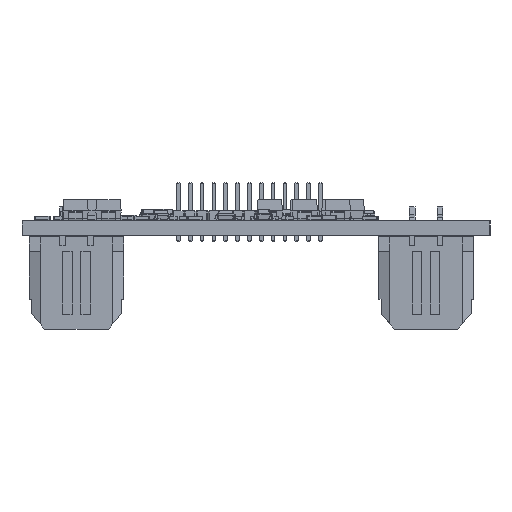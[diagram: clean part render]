
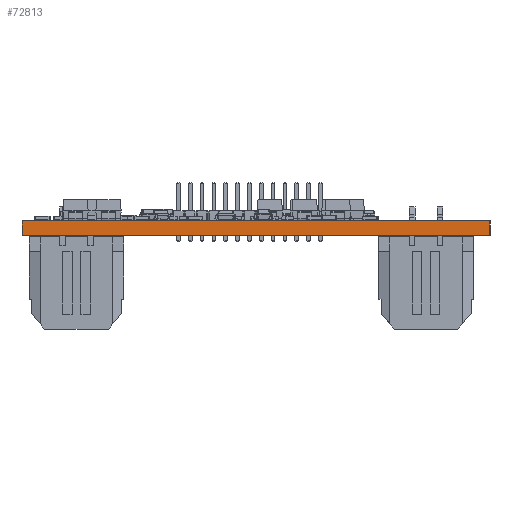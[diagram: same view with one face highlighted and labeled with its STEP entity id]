
A CAD part, left-side view. The second image highlights one B-rep face of the part: STEP entity #72813.
In plain terms, the highlighted planar face has unit normal (-1, 0, 0).
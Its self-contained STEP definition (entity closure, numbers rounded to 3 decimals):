
#67779 = PLANE('',#67780);
#67780 = AXIS2_PLACEMENT_3D('',#67781,#67782,#67783);
#67781 = CARTESIAN_POINT('',(1.193,0.545,1.6));
#67782 = DIRECTION('',(-0.,-0.,-1.));
#67783 = DIRECTION('',(-1.,0.,0.));
#67833 = PLANE('',#67834);
#67834 = AXIS2_PLACEMENT_3D('',#67835,#67836,#67837);
#67835 = CARTESIAN_POINT('',(1.193,0.545,0.));
#67836 = DIRECTION('',(-0.,-0.,-1.));
#67837 = DIRECTION('',(-1.,0.,0.));
#67866 = PLANE('',#67867);
#67867 = AXIS2_PLACEMENT_3D('',#67868,#67869,#67870);
#67868 = CARTESIAN_POINT('',(-33.973,25.083,0.));
#67869 = DIRECTION('',(0.,1.,0.));
#67870 = DIRECTION('',(1.,0.,0.));
#69174 = VERTEX_POINT('',#69175);
#69175 = CARTESIAN_POINT('',(-33.973,-25.083,0.));
#69189 = PLANE('',#69190);
#69190 = AXIS2_PLACEMENT_3D('',#69191,#69192,#69193);
#69191 = CARTESIAN_POINT('',(-22.924,-25.083,0.));
#69192 = DIRECTION('',(0.,-1.,0.));
#69193 = DIRECTION('',(-1.,0.,0.));
#69201 = EDGE_CURVE('',#69174,#69202,#69204,.T.);
#69202 = VERTEX_POINT('',#69203);
#69203 = CARTESIAN_POINT('',(-33.973,25.083,0.));
#69204 = SURFACE_CURVE('',#69205,(#69209,#69216),.PCURVE_S1.);
#69205 = LINE('',#69206,#69207);
#69206 = CARTESIAN_POINT('',(-33.973,-25.083,0.));
#69207 = VECTOR('',#69208,1.);
#69208 = DIRECTION('',(0.,1.,0.));
#69209 = PCURVE('',#67833,#69210);
#69210 = DEFINITIONAL_REPRESENTATION('',(#69211),#69215);
#69211 = LINE('',#69212,#69213);
#69212 = CARTESIAN_POINT('',(35.165,-25.628));
#69213 = VECTOR('',#69214,1.);
#69214 = DIRECTION('',(0.,1.));
#69215 = ( GEOMETRIC_REPRESENTATION_CONTEXT(2) 
PARAMETRIC_REPRESENTATION_CONTEXT() REPRESENTATION_CONTEXT('2D SPACE',''
  ) );
#69216 = PCURVE('',#69217,#69222);
#69217 = PLANE('',#69218);
#69218 = AXIS2_PLACEMENT_3D('',#69219,#69220,#69221);
#69219 = CARTESIAN_POINT('',(-33.973,-25.083,0.));
#69220 = DIRECTION('',(-1.,0.,0.));
#69221 = DIRECTION('',(0.,1.,0.));
#69222 = DEFINITIONAL_REPRESENTATION('',(#69223),#69227);
#69223 = LINE('',#69224,#69225);
#69224 = CARTESIAN_POINT('',(0.,0.));
#69225 = VECTOR('',#69226,1.);
#69226 = DIRECTION('',(1.,0.));
#69227 = ( GEOMETRIC_REPRESENTATION_CONTEXT(2) 
PARAMETRIC_REPRESENTATION_CONTEXT() REPRESENTATION_CONTEXT('2D SPACE',''
  ) );
#71553 = VERTEX_POINT('',#71554);
#71554 = CARTESIAN_POINT('',(-33.973,-25.083,1.6));
#71575 = EDGE_CURVE('',#71553,#71576,#71578,.T.);
#71576 = VERTEX_POINT('',#71577);
#71577 = CARTESIAN_POINT('',(-33.973,25.083,1.6));
#71578 = SURFACE_CURVE('',#71579,(#71583,#71590),.PCURVE_S1.);
#71579 = LINE('',#71580,#71581);
#71580 = CARTESIAN_POINT('',(-33.973,-25.083,1.6));
#71581 = VECTOR('',#71582,1.);
#71582 = DIRECTION('',(0.,1.,0.));
#71583 = PCURVE('',#67779,#71584);
#71584 = DEFINITIONAL_REPRESENTATION('',(#71585),#71589);
#71585 = LINE('',#71586,#71587);
#71586 = CARTESIAN_POINT('',(35.165,-25.628));
#71587 = VECTOR('',#71588,1.);
#71588 = DIRECTION('',(0.,1.));
#71589 = ( GEOMETRIC_REPRESENTATION_CONTEXT(2) 
PARAMETRIC_REPRESENTATION_CONTEXT() REPRESENTATION_CONTEXT('2D SPACE',''
  ) );
#71590 = PCURVE('',#69217,#71591);
#71591 = DEFINITIONAL_REPRESENTATION('',(#71592),#71596);
#71592 = LINE('',#71593,#71594);
#71593 = CARTESIAN_POINT('',(0.,-1.6));
#71594 = VECTOR('',#71595,1.);
#71595 = DIRECTION('',(1.,0.));
#71596 = ( GEOMETRIC_REPRESENTATION_CONTEXT(2) 
PARAMETRIC_REPRESENTATION_CONTEXT() REPRESENTATION_CONTEXT('2D SPACE',''
  ) );
#72763 = EDGE_CURVE('',#69202,#71576,#72764,.T.);
#72764 = SURFACE_CURVE('',#72765,(#72769,#72776),.PCURVE_S1.);
#72765 = LINE('',#72766,#72767);
#72766 = CARTESIAN_POINT('',(-33.973,25.083,0.));
#72767 = VECTOR('',#72768,1.);
#72768 = DIRECTION('',(0.,0.,1.));
#72769 = PCURVE('',#67866,#72770);
#72770 = DEFINITIONAL_REPRESENTATION('',(#72771),#72775);
#72771 = LINE('',#72772,#72773);
#72772 = CARTESIAN_POINT('',(0.,0.));
#72773 = VECTOR('',#72774,1.);
#72774 = DIRECTION('',(0.,-1.));
#72775 = ( GEOMETRIC_REPRESENTATION_CONTEXT(2) 
PARAMETRIC_REPRESENTATION_CONTEXT() REPRESENTATION_CONTEXT('2D SPACE',''
  ) );
#72776 = PCURVE('',#69217,#72777);
#72777 = DEFINITIONAL_REPRESENTATION('',(#72778),#72782);
#72778 = LINE('',#72779,#72780);
#72779 = CARTESIAN_POINT('',(50.165,0.));
#72780 = VECTOR('',#72781,1.);
#72781 = DIRECTION('',(0.,-1.));
#72782 = ( GEOMETRIC_REPRESENTATION_CONTEXT(2) 
PARAMETRIC_REPRESENTATION_CONTEXT() REPRESENTATION_CONTEXT('2D SPACE',''
  ) );
#72813 = ADVANCED_FACE('',(#72814),#69217,.T.);
#72814 = FACE_BOUND('',#72815,.T.);
#72815 = EDGE_LOOP('',(#72816,#72837,#72838,#72839));
#72816 = ORIENTED_EDGE('',*,*,#72817,.T.);
#72817 = EDGE_CURVE('',#69174,#71553,#72818,.T.);
#72818 = SURFACE_CURVE('',#72819,(#72823,#72830),.PCURVE_S1.);
#72819 = LINE('',#72820,#72821);
#72820 = CARTESIAN_POINT('',(-33.973,-25.083,0.));
#72821 = VECTOR('',#72822,1.);
#72822 = DIRECTION('',(0.,0.,1.));
#72823 = PCURVE('',#69217,#72824);
#72824 = DEFINITIONAL_REPRESENTATION('',(#72825),#72829);
#72825 = LINE('',#72826,#72827);
#72826 = CARTESIAN_POINT('',(0.,0.));
#72827 = VECTOR('',#72828,1.);
#72828 = DIRECTION('',(0.,-1.));
#72829 = ( GEOMETRIC_REPRESENTATION_CONTEXT(2) 
PARAMETRIC_REPRESENTATION_CONTEXT() REPRESENTATION_CONTEXT('2D SPACE',''
  ) );
#72830 = PCURVE('',#69189,#72831);
#72831 = DEFINITIONAL_REPRESENTATION('',(#72832),#72836);
#72832 = LINE('',#72833,#72834);
#72833 = CARTESIAN_POINT('',(11.049,0.));
#72834 = VECTOR('',#72835,1.);
#72835 = DIRECTION('',(0.,-1.));
#72836 = ( GEOMETRIC_REPRESENTATION_CONTEXT(2) 
PARAMETRIC_REPRESENTATION_CONTEXT() REPRESENTATION_CONTEXT('2D SPACE',''
  ) );
#72837 = ORIENTED_EDGE('',*,*,#71575,.T.);
#72838 = ORIENTED_EDGE('',*,*,#72763,.F.);
#72839 = ORIENTED_EDGE('',*,*,#69201,.F.);
